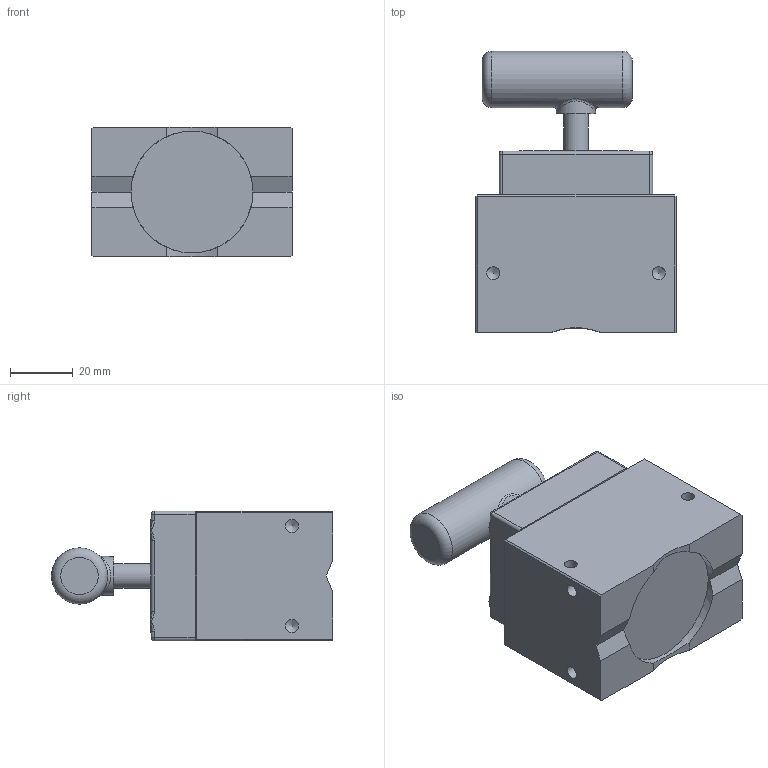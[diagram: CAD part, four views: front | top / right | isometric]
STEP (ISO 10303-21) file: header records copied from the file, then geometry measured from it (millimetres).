
FILE_DESCRIPTION(/* description */ (''),/* implementation_level */ '2;1');
FILE_NAME(/* name */ 'MS-8100238.stp',/* time_stamp */ '2013-12-09T13:54:37+01:00',/* author */ ('bs'),/* organization */ (''),/* preprocessor_version */ 'ST-DEVELOPER v15.2',/* originating_system */ 'Autodesk Inventor 2014',/* authorisation */ '');
FILE_SCHEMA (('AUTOMOTIVE_DESIGN { 1 0 10303 214 3 1 1 }'));
Length unit declared in the file: millimetre
Products named in the file (7): E0011122; E0011129; E0011127; E0011126; SCREW, HEX S CS  M5x25 - A2; P140005; MS-8100238
Bounding box: 64 x 90 x 41.5 mm (x, y, z)
Volume: 152322.2 mm3; surface area: 33593.4 mm2
Topology: 9 solids, 9 shells, 710 faces, 1850 edges, 1210 vertices
Faces by surface type: plane 348, bspline 275, cylinder 52, cone 25, torus 6, sphere 4
Full cylindrical faces by diameter (mm): 4.134 x13, 5 x5, 5.5 x4, 8 x1, 10 x4, 12.5 x1, 13.5 x2, 15 x1, 18 x1, 36 x1, 39 x1
Entity records: 22957 total; most frequent: CARTESIAN_POINT 8359, ORIENTED_EDGE 3362, DIRECTION 2072, EDGE_CURVE 1681, VERTEX_POINT 1128, LINE 1020, VECTOR 1020, EDGE_LOOP 783
